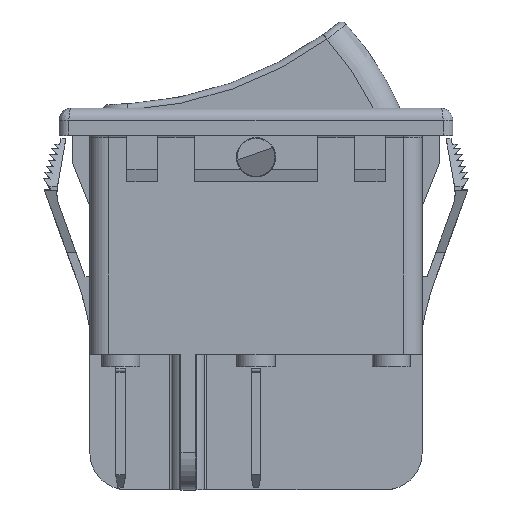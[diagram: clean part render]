
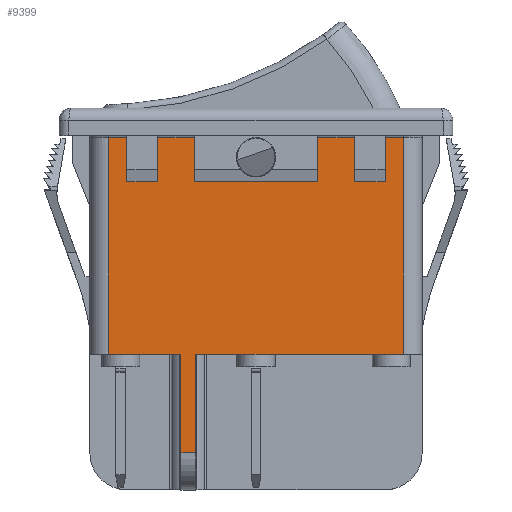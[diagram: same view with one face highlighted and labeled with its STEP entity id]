
A CAD part, top view. The second image highlights one B-rep face of the part: STEP entity #9399.
In plain terms, the highlighted planar face has unit normal (0, 0, 1).
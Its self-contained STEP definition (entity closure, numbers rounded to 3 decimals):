
#691=FACE_OUTER_BOUND('',#1218,.T.);
#1218=EDGE_LOOP('',(#7358,#7359,#7360,#7361,#7362,#7363,#7364,#7365,#7366,
#7367,#7368,#7369,#7370,#7371,#7372,#7373,#7374,#7375,#7376,#7377,#7378,
#7379,#7380));
#1858=LINE('',#13813,#2979);
#1875=LINE('',#13879,#2996);
#2087=LINE('',#14375,#3208);
#2097=LINE('',#14404,#3218);
#2101=LINE('',#14418,#3222);
#2147=LINE('',#14509,#3268);
#2150=LINE('',#14518,#3271);
#2216=LINE('',#14711,#3337);
#2217=LINE('',#14712,#3338);
#2218=LINE('',#14713,#3339);
#2219=LINE('',#14715,#3340);
#2220=LINE('',#14717,#3341);
#2221=LINE('',#14719,#3342);
#2222=LINE('',#14721,#3343);
#2223=LINE('',#14723,#3344);
#2224=LINE('',#14725,#3345);
#2225=LINE('',#14727,#3346);
#2226=LINE('',#14729,#3347);
#2227=LINE('',#14731,#3348);
#2228=LINE('',#14733,#3349);
#2229=LINE('',#14735,#3350);
#2230=LINE('',#14737,#3351);
#2231=LINE('',#14738,#3352);
#2979=VECTOR('',#11182,1000.);
#2996=VECTOR('',#11245,1000.);
#3208=VECTOR('',#11653,1000.);
#3218=VECTOR('',#11677,1000.);
#3222=VECTOR('',#11693,1000.);
#3268=VECTOR('',#11781,1000.);
#3271=VECTOR('',#11790,1000.);
#3337=VECTOR('',#11900,1000.);
#3338=VECTOR('',#11901,1000.);
#3339=VECTOR('',#11902,1000.);
#3340=VECTOR('',#11903,1000.);
#3341=VECTOR('',#11904,1000.);
#3342=VECTOR('',#11905,1000.);
#3343=VECTOR('',#11906,1000.);
#3344=VECTOR('',#11907,1000.);
#3345=VECTOR('',#11908,1000.);
#3346=VECTOR('',#11909,1000.);
#3347=VECTOR('',#11910,1000.);
#3348=VECTOR('',#11911,1000.);
#3349=VECTOR('',#11912,1000.);
#3350=VECTOR('',#11913,1000.);
#3351=VECTOR('',#11914,1000.);
#3352=VECTOR('',#11915,1000.);
#3998=VERTEX_POINT('',#13810);
#3999=VERTEX_POINT('',#13812);
#4024=VERTEX_POINT('',#13876);
#4025=VERTEX_POINT('',#13878);
#4211=VERTEX_POINT('',#14374);
#4223=VERTEX_POINT('',#14402);
#4227=VERTEX_POINT('',#14416);
#4251=VERTEX_POINT('',#14507);
#4254=VERTEX_POINT('',#14517);
#4318=VERTEX_POINT('',#14709);
#4319=VERTEX_POINT('',#14710);
#4320=VERTEX_POINT('',#14714);
#4321=VERTEX_POINT('',#14716);
#4322=VERTEX_POINT('',#14718);
#4323=VERTEX_POINT('',#14720);
#4324=VERTEX_POINT('',#14722);
#4325=VERTEX_POINT('',#14724);
#4326=VERTEX_POINT('',#14726);
#4327=VERTEX_POINT('',#14728);
#4328=VERTEX_POINT('',#14730);
#4329=VERTEX_POINT('',#14732);
#4330=VERTEX_POINT('',#14734);
#4331=VERTEX_POINT('',#14736);
#5039=EDGE_CURVE('',#3998,#3999,#1858,.T.);
#5071=EDGE_CURVE('',#4024,#4025,#1875,.T.);
#5319=EDGE_CURVE('',#3999,#4211,#2087,.T.);
#5334=EDGE_CURVE('',#4223,#4024,#2097,.T.);
#5342=EDGE_CURVE('',#4227,#4223,#2101,.T.);
#5393=EDGE_CURVE('',#4251,#3998,#2147,.T.);
#5397=EDGE_CURVE('',#4254,#4025,#2150,.T.);
#5478=EDGE_CURVE('',#4318,#4319,#2216,.T.);
#5479=EDGE_CURVE('',#4319,#4211,#2217,.T.);
#5480=EDGE_CURVE('',#4251,#4254,#2218,.T.);
#5481=EDGE_CURVE('',#4227,#4320,#2219,.T.);
#5482=EDGE_CURVE('',#4320,#4321,#2220,.T.);
#5483=EDGE_CURVE('',#4322,#4321,#2221,.T.);
#5484=EDGE_CURVE('',#4323,#4322,#2222,.T.);
#5485=EDGE_CURVE('',#4324,#4323,#2223,.T.);
#5486=EDGE_CURVE('',#4324,#4325,#2224,.T.);
#5487=EDGE_CURVE('',#4326,#4325,#2225,.T.);
#5488=EDGE_CURVE('',#4327,#4326,#2226,.T.);
#5489=EDGE_CURVE('',#4328,#4327,#2227,.T.);
#5490=EDGE_CURVE('',#4328,#4329,#2228,.T.);
#5491=EDGE_CURVE('',#4330,#4329,#2229,.T.);
#5492=EDGE_CURVE('',#4331,#4330,#2230,.T.);
#5493=EDGE_CURVE('',#4318,#4331,#2231,.T.);
#7358=ORIENTED_EDGE('',*,*,#5478,.T.);
#7359=ORIENTED_EDGE('',*,*,#5479,.T.);
#7360=ORIENTED_EDGE('',*,*,#5319,.F.);
#7361=ORIENTED_EDGE('',*,*,#5039,.F.);
#7362=ORIENTED_EDGE('',*,*,#5393,.F.);
#7363=ORIENTED_EDGE('',*,*,#5480,.T.);
#7364=ORIENTED_EDGE('',*,*,#5397,.T.);
#7365=ORIENTED_EDGE('',*,*,#5071,.F.);
#7366=ORIENTED_EDGE('',*,*,#5334,.F.);
#7367=ORIENTED_EDGE('',*,*,#5342,.F.);
#7368=ORIENTED_EDGE('',*,*,#5481,.T.);
#7369=ORIENTED_EDGE('',*,*,#5482,.T.);
#7370=ORIENTED_EDGE('',*,*,#5483,.F.);
#7371=ORIENTED_EDGE('',*,*,#5484,.F.);
#7372=ORIENTED_EDGE('',*,*,#5485,.F.);
#7373=ORIENTED_EDGE('',*,*,#5486,.T.);
#7374=ORIENTED_EDGE('',*,*,#5487,.F.);
#7375=ORIENTED_EDGE('',*,*,#5488,.F.);
#7376=ORIENTED_EDGE('',*,*,#5489,.F.);
#7377=ORIENTED_EDGE('',*,*,#5490,.T.);
#7378=ORIENTED_EDGE('',*,*,#5491,.F.);
#7379=ORIENTED_EDGE('',*,*,#5492,.F.);
#7380=ORIENTED_EDGE('',*,*,#5493,.F.);
#8972=PLANE('',#10052);
#9399=ADVANCED_FACE('',(#691),#8972,.F.);
#10052=AXIS2_PLACEMENT_3D('',#14708,#11898,#11899);
#11182=DIRECTION('',(-1.,0.,0.));
#11245=DIRECTION('',(-1.,0.,0.));
#11653=DIRECTION('',(-1.,0.,0.));
#11677=DIRECTION('',(-1.,0.,0.));
#11693=DIRECTION('',(-1.,0.,0.));
#11781=DIRECTION('',(0.,1.,0.));
#11790=DIRECTION('',(0.,1.,0.));
#11898=DIRECTION('center_axis',(0.,0.,-1.));
#11899=DIRECTION('ref_axis',(-1.,0.,0.));
#11900=DIRECTION('',(-1.,0.,0.));
#11901=DIRECTION('',(0.,-1.,0.));
#11902=DIRECTION('',(1.,0.,0.));
#11903=DIRECTION('',(0.,1.,0.));
#11904=DIRECTION('',(-1.,0.,0.));
#11905=DIRECTION('',(0.,1.,0.));
#11906=DIRECTION('',(1.,0.,0.));
#11907=DIRECTION('',(0.,-1.,0.));
#11908=DIRECTION('',(-1.,0.,0.));
#11909=DIRECTION('',(0.,1.,0.));
#11910=DIRECTION('',(1.,0.,0.));
#11911=DIRECTION('',(0.,-1.,0.));
#11912=DIRECTION('',(-1.,0.,0.));
#11913=DIRECTION('',(0.,1.,0.));
#11914=DIRECTION('',(1.,0.,0.));
#11915=DIRECTION('',(0.,-1.,0.));
#13810=CARTESIAN_POINT('',(-6.1,0.058,10.75));
#13812=CARTESIAN_POINT('',(-11.,0.058,10.75));
#13813=CARTESIAN_POINT('',(13.5,0.058,10.75));
#13876=CARTESIAN_POINT('',(0.,0.058,10.75));
#13878=CARTESIAN_POINT('',(-4.9,0.058,10.75));
#13879=CARTESIAN_POINT('',(13.5,0.058,10.75));
#14374=CARTESIAN_POINT('',(-12.,0.058,10.75));
#14375=CARTESIAN_POINT('',(13.5,0.058,10.75));
#14402=CARTESIAN_POINT('',(11.,0.058,10.75));
#14404=CARTESIAN_POINT('',(13.5,0.058,10.75));
#14416=CARTESIAN_POINT('',(12.,0.058,10.75));
#14418=CARTESIAN_POINT('',(13.5,0.058,10.75));
#14507=CARTESIAN_POINT('',(-6.1,-7.942,10.75));
#14509=CARTESIAN_POINT('',(-6.1,-10.942,10.75));
#14517=CARTESIAN_POINT('',(-4.9,-7.942,10.75));
#14518=CARTESIAN_POINT('',(-4.9,-10.942,10.75));
#14708=CARTESIAN_POINT('Origin',(13.5,0.058,10.75));
#14709=CARTESIAN_POINT('',(-10.5,17.658,10.75));
#14710=CARTESIAN_POINT('',(-12.,17.658,10.75));
#14711=CARTESIAN_POINT('',(-13.5,17.658,10.75));
#14712=CARTESIAN_POINT('',(-12.,0.058,10.75));
#14713=CARTESIAN_POINT('',(-4.9,-7.942,10.75));
#14714=CARTESIAN_POINT('',(12.,17.658,10.75));
#14715=CARTESIAN_POINT('',(12.,0.058,10.75));
#14716=CARTESIAN_POINT('',(10.5,17.658,10.75));
#14717=CARTESIAN_POINT('',(10.5,17.658,10.75));
#14718=CARTESIAN_POINT('',(10.5,14.058,10.75));
#14719=CARTESIAN_POINT('',(10.5,14.058,10.75));
#14720=CARTESIAN_POINT('',(8.,14.058,10.75));
#14721=CARTESIAN_POINT('',(10.5,14.058,10.75));
#14722=CARTESIAN_POINT('',(8.,17.658,10.75));
#14723=CARTESIAN_POINT('',(8.,14.058,10.75));
#14724=CARTESIAN_POINT('',(5.,17.658,10.75));
#14725=CARTESIAN_POINT('',(5.,17.658,10.75));
#14726=CARTESIAN_POINT('',(5.,14.058,10.75));
#14727=CARTESIAN_POINT('',(5.,14.058,10.75));
#14728=CARTESIAN_POINT('',(-5.,14.058,10.75));
#14729=CARTESIAN_POINT('',(5.,14.058,10.75));
#14730=CARTESIAN_POINT('',(-5.,17.658,10.75));
#14731=CARTESIAN_POINT('',(-5.,14.058,10.75));
#14732=CARTESIAN_POINT('',(-8.,17.658,10.75));
#14733=CARTESIAN_POINT('',(-8.,17.658,10.75));
#14734=CARTESIAN_POINT('',(-8.,14.058,10.75));
#14735=CARTESIAN_POINT('',(-8.,14.058,10.75));
#14736=CARTESIAN_POINT('',(-10.5,14.058,10.75));
#14737=CARTESIAN_POINT('',(-8.,14.058,10.75));
#14738=CARTESIAN_POINT('',(-10.5,14.058,10.75));
